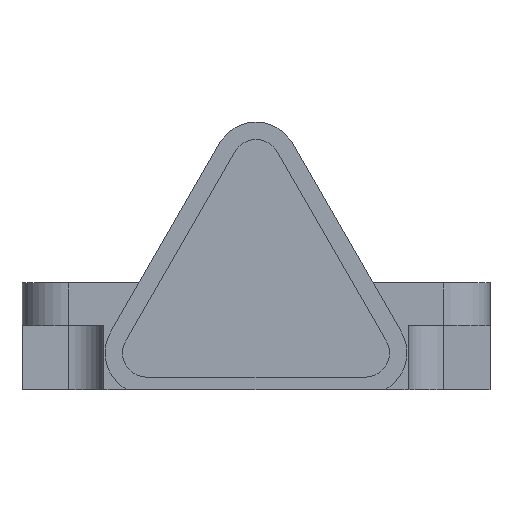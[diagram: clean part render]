
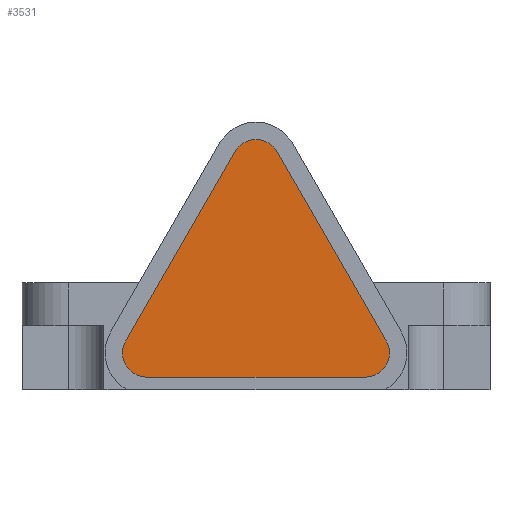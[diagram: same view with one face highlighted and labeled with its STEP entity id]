
A CAD part, front view. The second image highlights one B-rep face of the part: STEP entity #3531.
In plain terms, the highlighted planar face has unit normal (0, -1, 0).
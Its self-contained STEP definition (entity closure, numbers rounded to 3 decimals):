
#224 = CARTESIAN_POINT ( 'NONE',  ( 0., -22., 10.18 ) ) ;
#308 = EDGE_CURVE ( 'NONE', #2749, #3299, #1052, .T. ) ;
#613 = VERTEX_POINT ( 'NONE', #2054 ) ;
#741 = DIRECTION ( 'NONE',  ( 0., 0., -1. ) ) ;
#764 = DIRECTION ( 'NONE',  ( 0., 0., -1. ) ) ;
#1052 = LINE ( 'NONE', #2952, #4472 ) ;
#1161 = EDGE_CURVE ( 'NONE', #1392, #613, #3535, .T. ) ;
#1196 = CIRCLE ( 'NONE', #1450, 2.07 ) ;
#1392 = VERTEX_POINT ( 'NONE', #2931 ) ;
#1450 = AXIS2_PLACEMENT_3D ( 'NONE', #2665, #1848, #3402 ) ;
#1465 = ORIENTED_EDGE ( 'NONE', *, *, #4068, .T. ) ;
#1495 = VECTOR ( 'NONE', #4614, 1000. ) ;
#1612 = CARTESIAN_POINT ( 'NONE',  ( -9.33, -22., -8.05 ) ) ;
#1670 = EDGE_CURVE ( 'NONE', #2058, #2749, #3037, .T. ) ;
#1726 = CARTESIAN_POINT ( 'NONE',  ( -11.123, -22., -4.945 ) ) ;
#1776 = DIRECTION ( 'NONE',  ( 0., 0., -1. ) ) ;
#1825 = DIRECTION ( 'NONE',  ( 0., -1., 0. ) ) ;
#1831 = ORIENTED_EDGE ( 'NONE', *, *, #2576, .T. ) ;
#1848 = DIRECTION ( 'NONE',  ( 0., -1., 0. ) ) ;
#1965 = ORIENTED_EDGE ( 'NONE', *, *, #1670, .T. ) ;
#2000 = ORIENTED_EDGE ( 'NONE', *, *, #1161, .T. ) ;
#2054 = CARTESIAN_POINT ( 'NONE',  ( 9.33, -22., -8.05 ) ) ;
#2058 = VERTEX_POINT ( 'NONE', #3466 ) ;
#2231 = DIRECTION ( 'NONE',  ( 0., -1., 0. ) ) ;
#2432 = CIRCLE ( 'NONE', #4789, 2.07 ) ;
#2576 = EDGE_CURVE ( 'NONE', #613, #4868, #2432, .T. ) ;
#2611 = AXIS2_PLACEMENT_3D ( 'NONE', #224, #1825, #1776 ) ;
#2665 = CARTESIAN_POINT ( 'NONE',  ( -9.33, -22., -5.98 ) ) ;
#2749 = VERTEX_POINT ( 'NONE', #3185 ) ;
#2822 = VECTOR ( 'NONE', #2831, 1000. ) ;
#2831 = DIRECTION ( 'NONE',  ( -0.5, 0., 0.866 ) ) ;
#2931 = CARTESIAN_POINT ( 'NONE',  ( -9.33, -22., -8.05 ) ) ;
#2952 = CARTESIAN_POINT ( 'NONE',  ( -1.793, -22., 11.215 ) ) ;
#3037 = CIRCLE ( 'NONE', #2611, 2.07 ) ;
#3073 = CARTESIAN_POINT ( 'NONE',  ( 9.33, -22., -5.98 ) ) ;
#3185 = CARTESIAN_POINT ( 'NONE',  ( -1.793, -22., 11.215 ) ) ;
#3240 = CARTESIAN_POINT ( 'NONE',  ( 11.123, -22., -4.945 ) ) ;
#3299 = VERTEX_POINT ( 'NONE', #1726 ) ;
#3339 = DIRECTION ( 'NONE',  ( -0.5, 0., -0.866 ) ) ;
#3402 = DIRECTION ( 'NONE',  ( 0., 0., -1. ) ) ;
#3466 = CARTESIAN_POINT ( 'NONE',  ( 1.793, -22., 11.215 ) ) ;
#3531 = ADVANCED_FACE ( 'NONE', ( #4150 ), #3785, .T. ) ;
#3535 = LINE ( 'NONE', #1612, #1495 ) ;
#3553 = AXIS2_PLACEMENT_3D ( 'NONE', #4248, #2231, #764 ) ;
#3597 = ORIENTED_EDGE ( 'NONE', *, *, #308, .T. ) ;
#3785 = PLANE ( 'NONE',  #3553 ) ;
#3881 = DIRECTION ( 'NONE',  ( 0., -1., 0. ) ) ;
#4010 = LINE ( 'NONE', #3240, #2822 ) ;
#4068 = EDGE_CURVE ( 'NONE', #4868, #2058, #4010, .T. ) ;
#4150 = FACE_OUTER_BOUND ( 'NONE', #4212, .T. ) ;
#4212 = EDGE_LOOP ( 'NONE', ( #4251, #2000, #1831, #1465, #1965, #3597 ) ) ;
#4248 = CARTESIAN_POINT ( 'NONE',  ( -9.33, -22., -5.98 ) ) ;
#4251 = ORIENTED_EDGE ( 'NONE', *, *, #4282, .T. ) ;
#4282 = EDGE_CURVE ( 'NONE', #3299, #1392, #1196, .T. ) ;
#4401 = CARTESIAN_POINT ( 'NONE',  ( 11.123, -22., -4.945 ) ) ;
#4472 = VECTOR ( 'NONE', #3339, 1000. ) ;
#4614 = DIRECTION ( 'NONE',  ( 1., 0., 0. ) ) ;
#4789 = AXIS2_PLACEMENT_3D ( 'NONE', #3073, #3881, #741 ) ;
#4868 = VERTEX_POINT ( 'NONE', #4401 ) ;
